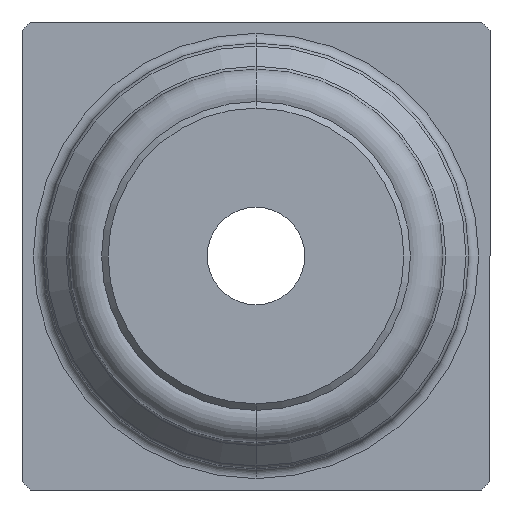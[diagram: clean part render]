
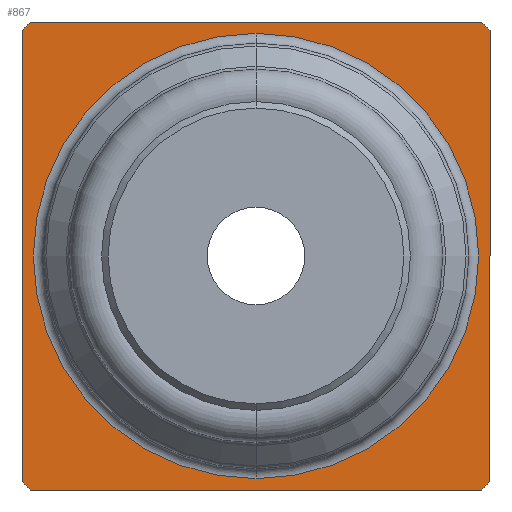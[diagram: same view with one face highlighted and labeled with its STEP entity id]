
A CAD part, front view. The second image highlights one B-rep face of the part: STEP entity #867.
In plain terms, the highlighted planar face has unit normal (0, -1, 0).
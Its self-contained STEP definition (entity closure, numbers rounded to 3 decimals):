
#9 = EDGE_CURVE ( 'NONE', #198, #2297, #1263, .T. ) ;
#94 = EDGE_CURVE ( 'NONE', #636, #1178, #1580, .T. ) ;
#138 = EDGE_CURVE ( 'NONE', #298, #1178, #645, .T. ) ;
#198 = VERTEX_POINT ( 'NONE', #615 ) ;
#202 = LINE ( 'NONE', #2396, #2132 ) ;
#244 = ORIENTED_EDGE ( 'NONE', *, *, #9, .T. ) ;
#268 = CARTESIAN_POINT ( 'NONE',  ( 0., 12.6, 0. ) ) ;
#270 = AXIS2_PLACEMENT_3D ( 'NONE', #1357, #1369, #1565 ) ;
#298 = VERTEX_POINT ( 'NONE', #1462 ) ;
#308 = CARTESIAN_POINT ( 'NONE',  ( 0., 12.6, -6.85 ) ) ;
#409 = CARTESIAN_POINT ( 'NONE',  ( 0., 12.6, 6.85 ) ) ;
#429 = ORIENTED_EDGE ( 'NONE', *, *, #1327, .F. ) ;
#472 = CARTESIAN_POINT ( 'NONE',  ( -6.94, 12.6, -7.2 ) ) ;
#532 = CARTESIAN_POINT ( 'NONE',  ( -10., 12.6, 0. ) ) ;
#533 = EDGE_CURVE ( 'NONE', #636, #1929, #1766, .T. ) ;
#562 = EDGE_CURVE ( 'NONE', #1340, #819, #1309, .T. ) ;
#615 = CARTESIAN_POINT ( 'NONE',  ( -6.94, 12.6, 7.2 ) ) ;
#636 = VERTEX_POINT ( 'NONE', #1969 ) ;
#645 = CIRCLE ( 'NONE', #1302, 10. ) ;
#710 = CARTESIAN_POINT ( 'NONE',  ( 7.2, 12.6, -6.94 ) ) ;
#756 = EDGE_CURVE ( 'NONE', #198, #2045, #1719, .T. ) ;
#800 = ORIENTED_EDGE ( 'NONE', *, *, #94, .F. ) ;
#819 = VERTEX_POINT ( 'NONE', #308 ) ;
#832 = ORIENTED_EDGE ( 'NONE', *, *, #562, .T. ) ;
#862 = AXIS2_PLACEMENT_3D ( 'NONE', #268, #1828, #2221 ) ;
#867 = ADVANCED_FACE ( 'NONE', ( #2245, #2298 ), #1289, .F. ) ;
#916 = CARTESIAN_POINT ( 'NONE',  ( 0., 12.6, 0. ) ) ;
#969 = CARTESIAN_POINT ( 'NONE',  ( 0., 12.6, 0. ) ) ;
#1021 = CARTESIAN_POINT ( 'NONE',  ( -7.2, 12.6, 0. ) ) ;
#1036 = AXIS2_PLACEMENT_3D ( 'NONE', #1640, #1446, #1618 ) ;
#1075 = CIRCLE ( 'NONE', #862, 6.85 ) ;
#1083 = ORIENTED_EDGE ( 'NONE', *, *, #1784, .T. ) ;
#1154 = AXIS2_PLACEMENT_3D ( 'NONE', #1341, #1380, #1931 ) ;
#1178 = VERTEX_POINT ( 'NONE', #472 ) ;
#1185 = AXIS2_PLACEMENT_3D ( 'NONE', #532, #1317, #1694 ) ;
#1198 = ORIENTED_EDGE ( 'NONE', *, *, #1244, .F. ) ;
#1205 = ORIENTED_EDGE ( 'NONE', *, *, #756, .F. ) ;
#1244 = EDGE_CURVE ( 'NONE', #1989, #1929, #202, .T. ) ;
#1249 = DIRECTION ( 'NONE',  ( 0., 0., -1. ) ) ;
#1263 = CIRCLE ( 'NONE', #2088, 10. ) ;
#1265 = CARTESIAN_POINT ( 'NONE',  ( -10., 12.6, 7.2 ) ) ;
#1289 = PLANE ( 'NONE',  #1185 ) ;
#1302 = AXIS2_PLACEMENT_3D ( 'NONE', #969, #1991, #2531 ) ;
#1309 = CIRCLE ( 'NONE', #1154, 6.85 ) ;
#1317 = DIRECTION ( 'NONE',  ( 0., 1., 0. ) ) ;
#1327 = EDGE_CURVE ( 'NONE', #298, #2297, #2193, .T. ) ;
#1340 = VERTEX_POINT ( 'NONE', #409 ) ;
#1341 = CARTESIAN_POINT ( 'NONE',  ( 0., 12.6, 0. ) ) ;
#1346 = DIRECTION ( 'NONE',  ( -1., 0., 0. ) ) ;
#1357 = CARTESIAN_POINT ( 'NONE',  ( 0., 12.6, 0. ) ) ;
#1369 = DIRECTION ( 'NONE',  ( 0., -1., 0. ) ) ;
#1374 = DIRECTION ( 'NONE',  ( 0., 0., -1. ) ) ;
#1380 = DIRECTION ( 'NONE',  ( 0., 1., 0. ) ) ;
#1446 = DIRECTION ( 'NONE',  ( 0., -1., 0. ) ) ;
#1454 = DIRECTION ( 'NONE',  ( 0., -1., 0. ) ) ;
#1462 = CARTESIAN_POINT ( 'NONE',  ( -7.2, 12.6, -6.94 ) ) ;
#1471 = VECTOR ( 'NONE', #1807, 1000. ) ;
#1478 = CIRCLE ( 'NONE', #1036, 10. ) ;
#1565 = DIRECTION ( 'NONE',  ( 0., 0., -1. ) ) ;
#1580 = LINE ( 'NONE', #1751, #2536 ) ;
#1618 = DIRECTION ( 'NONE',  ( 0., 0., -1. ) ) ;
#1640 = CARTESIAN_POINT ( 'NONE',  ( 0., 12.6, 0. ) ) ;
#1665 = DIRECTION ( 'NONE',  ( 1., 0., 0. ) ) ;
#1679 = ORIENTED_EDGE ( 'NONE', *, *, #1798, .T. ) ;
#1694 = DIRECTION ( 'NONE',  ( 0., 0., 1. ) ) ;
#1716 = CARTESIAN_POINT ( 'NONE',  ( 7.2, 12.6, 6.94 ) ) ;
#1719 = LINE ( 'NONE', #1265, #2049 ) ;
#1751 = CARTESIAN_POINT ( 'NONE',  ( -10., 12.6, -7.2 ) ) ;
#1766 = CIRCLE ( 'NONE', #270, 10. ) ;
#1771 = EDGE_LOOP ( 'NONE', ( #1198, #1679, #1205, #244, #429, #2316, #800, #2516 ) ) ;
#1784 = EDGE_CURVE ( 'NONE', #819, #1340, #1075, .T. ) ;
#1798 = EDGE_CURVE ( 'NONE', #1989, #2045, #1478, .T. ) ;
#1807 = DIRECTION ( 'NONE',  ( 0., 0., 1. ) ) ;
#1828 = DIRECTION ( 'NONE',  ( 0., 1., 0. ) ) ;
#1929 = VERTEX_POINT ( 'NONE', #710 ) ;
#1931 = DIRECTION ( 'NONE',  ( 0., 0., 1. ) ) ;
#1951 = CARTESIAN_POINT ( 'NONE',  ( -7.2, 12.6, 6.94 ) ) ;
#1969 = CARTESIAN_POINT ( 'NONE',  ( 6.94, 12.6, -7.2 ) ) ;
#1989 = VERTEX_POINT ( 'NONE', #1716 ) ;
#1991 = DIRECTION ( 'NONE',  ( 0., -1., 0. ) ) ;
#2045 = VERTEX_POINT ( 'NONE', #2534 ) ;
#2049 = VECTOR ( 'NONE', #1665, 1000. ) ;
#2088 = AXIS2_PLACEMENT_3D ( 'NONE', #916, #1454, #1249 ) ;
#2132 = VECTOR ( 'NONE', #1374, 1000. ) ;
#2156 = EDGE_LOOP ( 'NONE', ( #832, #1083 ) ) ;
#2193 = LINE ( 'NONE', #1021, #1471 ) ;
#2221 = DIRECTION ( 'NONE',  ( 0., 0., 1. ) ) ;
#2245 = FACE_BOUND ( 'NONE', #2156, .T. ) ;
#2297 = VERTEX_POINT ( 'NONE', #1951 ) ;
#2298 = FACE_OUTER_BOUND ( 'NONE', #1771, .T. ) ;
#2316 = ORIENTED_EDGE ( 'NONE', *, *, #138, .T. ) ;
#2396 = CARTESIAN_POINT ( 'NONE',  ( 7.2, 12.6, 0. ) ) ;
#2516 = ORIENTED_EDGE ( 'NONE', *, *, #533, .T. ) ;
#2531 = DIRECTION ( 'NONE',  ( 0., 0., -1. ) ) ;
#2534 = CARTESIAN_POINT ( 'NONE',  ( 6.94, 12.6, 7.2 ) ) ;
#2536 = VECTOR ( 'NONE', #1346, 1000. ) ;
